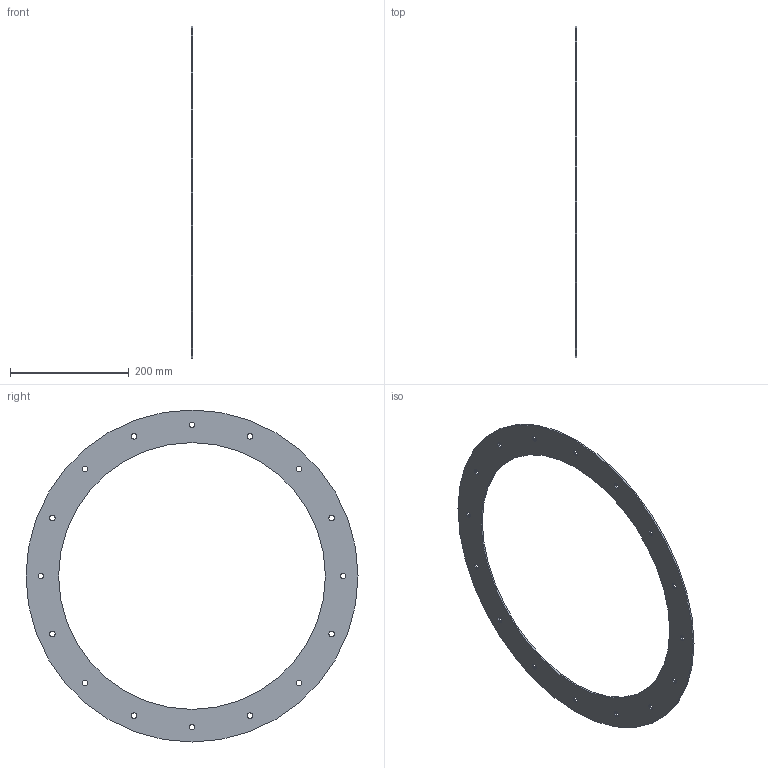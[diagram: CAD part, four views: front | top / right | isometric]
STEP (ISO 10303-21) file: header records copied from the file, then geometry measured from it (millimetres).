
FILE_DESCRIPTION( ( 'STEP AP214' ), '1' );
FILE_NAME( '3007126H.stp', '2021-12-06T12:10:23', ( 'License CC BY-ND 4.0' ), ( 'CADENAS' ), ' ', 'PARTsolutions', ' ' );
FILE_SCHEMA( ( 'AUTOMOTIVE_DESIGN { 1 0 10303 214 1 1 1 1 }' ) );
Length unit declared in the file: millimetre
Products named in the file (1): _3007126H
Bounding box: 3 x 560 x 560 mm (x, y, z)
Volume: 258370.9 mm3; surface area: 183198.8 mm2
Topology: 1 solids, 1 shells, 20 faces, 54 edges, 36 vertices
Faces by surface type: cylinder 18, plane 2
Full cylindrical faces by diameter (mm): 9.5 x16, 450 x1, 560 x1
Entity records: 808 total; most frequent: DIRECTION 114, CARTESIAN_POINT 93, EDGE_LOOP 72, ORIENTED_EDGE 72, AXIS2_PLACEMENT_3D 57, FACE_OUTER_BOUND 38, EDGE_CURVE 36, VERTEX_POINT 36
